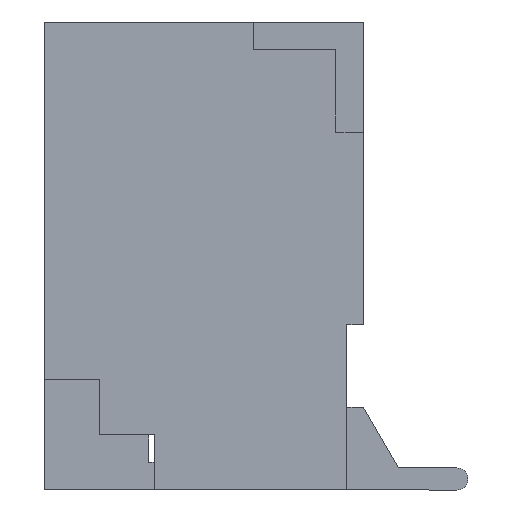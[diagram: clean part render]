
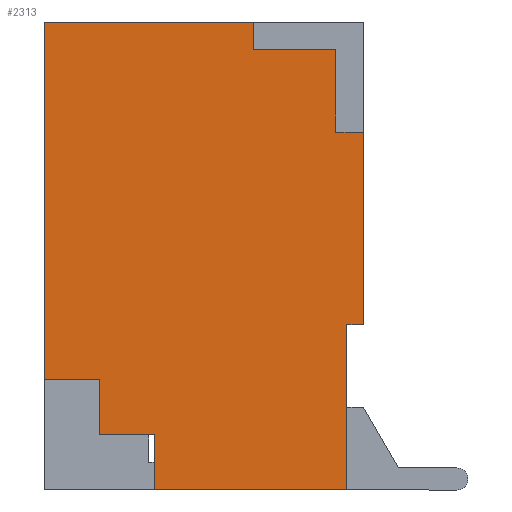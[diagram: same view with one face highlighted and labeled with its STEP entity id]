
A CAD part, left-side view. The second image highlights one B-rep face of the part: STEP entity #2313.
In plain terms, the highlighted planar face has unit normal (-1, 0, 0).
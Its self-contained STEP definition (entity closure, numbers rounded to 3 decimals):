
#98=FACE_OUTER_BOUND('',#215,.T.);
#215=EDGE_LOOP('',(#1822,#1823,#1824,#1825,#1826,#1827,#1828,#1829,#1830,
#1831,#1832,#1833,#1834,#1835));
#311=LINE('',#3182,#635);
#454=LINE('',#3480,#778);
#457=LINE('',#3486,#781);
#458=LINE('',#3488,#782);
#459=LINE('',#3490,#783);
#460=LINE('',#3492,#784);
#461=LINE('',#3494,#785);
#462=LINE('',#3496,#786);
#463=LINE('',#3498,#787);
#464=LINE('',#3500,#788);
#465=LINE('',#3502,#789);
#466=LINE('',#3504,#790);
#467=LINE('',#3506,#791);
#468=LINE('',#3507,#792);
#635=VECTOR('',#2590,10.);
#778=VECTOR('',#2841,10.);
#781=VECTOR('',#2846,10.);
#782=VECTOR('',#2847,10.);
#783=VECTOR('',#2848,10.);
#784=VECTOR('',#2849,10.);
#785=VECTOR('',#2850,10.);
#786=VECTOR('',#2851,10.);
#787=VECTOR('',#2852,10.);
#788=VECTOR('',#2853,10.);
#789=VECTOR('',#2854,10.);
#790=VECTOR('',#2855,10.);
#791=VECTOR('',#2856,10.);
#792=VECTOR('',#2857,10.);
#946=VERTEX_POINT('',#3179);
#947=VERTEX_POINT('',#3181);
#1048=VERTEX_POINT('',#3479);
#1050=VERTEX_POINT('',#3485);
#1051=VERTEX_POINT('',#3487);
#1052=VERTEX_POINT('',#3489);
#1053=VERTEX_POINT('',#3491);
#1054=VERTEX_POINT('',#3493);
#1055=VERTEX_POINT('',#3495);
#1056=VERTEX_POINT('',#3497);
#1057=VERTEX_POINT('',#3499);
#1058=VERTEX_POINT('',#3501);
#1059=VERTEX_POINT('',#3503);
#1060=VERTEX_POINT('',#3505);
#1179=EDGE_CURVE('',#947,#946,#311,.T.);
#1328=EDGE_CURVE('',#946,#1048,#454,.T.);
#1331=EDGE_CURVE('',#1048,#1050,#457,.T.);
#1332=EDGE_CURVE('',#1050,#1051,#458,.T.);
#1333=EDGE_CURVE('',#1051,#1052,#459,.T.);
#1334=EDGE_CURVE('',#1052,#1053,#460,.T.);
#1335=EDGE_CURVE('',#1053,#1054,#461,.T.);
#1336=EDGE_CURVE('',#1055,#1054,#462,.T.);
#1337=EDGE_CURVE('',#1056,#1055,#463,.T.);
#1338=EDGE_CURVE('',#1056,#1057,#464,.T.);
#1339=EDGE_CURVE('',#1057,#1058,#465,.T.);
#1340=EDGE_CURVE('',#1058,#1059,#466,.T.);
#1341=EDGE_CURVE('',#1059,#1060,#467,.T.);
#1342=EDGE_CURVE('',#1060,#947,#468,.T.);
#1822=ORIENTED_EDGE('',*,*,#1179,.T.);
#1823=ORIENTED_EDGE('',*,*,#1328,.T.);
#1824=ORIENTED_EDGE('',*,*,#1331,.T.);
#1825=ORIENTED_EDGE('',*,*,#1332,.T.);
#1826=ORIENTED_EDGE('',*,*,#1333,.T.);
#1827=ORIENTED_EDGE('',*,*,#1334,.T.);
#1828=ORIENTED_EDGE('',*,*,#1335,.T.);
#1829=ORIENTED_EDGE('',*,*,#1336,.F.);
#1830=ORIENTED_EDGE('',*,*,#1337,.F.);
#1831=ORIENTED_EDGE('',*,*,#1338,.T.);
#1832=ORIENTED_EDGE('',*,*,#1339,.T.);
#1833=ORIENTED_EDGE('',*,*,#1340,.T.);
#1834=ORIENTED_EDGE('',*,*,#1341,.T.);
#1835=ORIENTED_EDGE('',*,*,#1342,.T.);
#2197=PLANE('',#2453);
#2313=ADVANCED_FACE('',(#98),#2197,.T.);
#2453=AXIS2_PLACEMENT_3D('',#3484,#2844,#2845);
#2590=DIRECTION('',(0.,0.,1.));
#2841=DIRECTION('',(0.,-1.,0.));
#2844=DIRECTION('center_axis',(-1.,0.,0.));
#2845=DIRECTION('ref_axis',(0.,-1.,0.));
#2846=DIRECTION('',(0.,0.,1.));
#2847=DIRECTION('',(0.,1.,0.));
#2848=DIRECTION('',(0.,0.,1.));
#2849=DIRECTION('',(0.,1.,0.));
#2850=DIRECTION('',(0.,0.,1.));
#2851=DIRECTION('',(0.,-1.,0.));
#2852=DIRECTION('',(0.,0.,1.));
#2853=DIRECTION('',(0.,-1.,0.));
#2854=DIRECTION('',(0.,0.,-1.));
#2855=DIRECTION('',(0.,-1.,0.));
#2856=DIRECTION('',(0.,0.,-1.));
#2857=DIRECTION('',(0.,-1.,0.));
#3179=CARTESIAN_POINT('',(0.,0.15,1.5));
#3181=CARTESIAN_POINT('',(0.,0.15,0.));
#3182=CARTESIAN_POINT('',(0.,0.15,0.75));
#3479=CARTESIAN_POINT('',(0.,0.,1.5));
#3480=CARTESIAN_POINT('',(0.,1.45,1.5));
#3484=CARTESIAN_POINT('Origin',(0.,2.9,0.));
#3485=CARTESIAN_POINT('',(0.,0.,3.25));
#3486=CARTESIAN_POINT('',(0.,0.,0.));
#3487=CARTESIAN_POINT('',(0.,0.25,3.25));
#3488=CARTESIAN_POINT('',(0.,1.45,3.25));
#3489=CARTESIAN_POINT('',(0.,0.25,4.));
#3490=CARTESIAN_POINT('',(0.,0.25,1.625));
#3491=CARTESIAN_POINT('',(0.,1.,4.));
#3492=CARTESIAN_POINT('',(0.,1.575,4.));
#3493=CARTESIAN_POINT('',(0.,1.,4.25));
#3494=CARTESIAN_POINT('',(0.,1.,2.));
#3495=CARTESIAN_POINT('',(0.,2.9,4.25));
#3496=CARTESIAN_POINT('',(0.,2.9,4.25));
#3497=CARTESIAN_POINT('',(0.,2.9,1.));
#3498=CARTESIAN_POINT('',(0.,2.9,0.));
#3499=CARTESIAN_POINT('',(0.,2.4,1.));
#3500=CARTESIAN_POINT('',(0.,2.9,1.));
#3501=CARTESIAN_POINT('',(0.,2.4,0.5));
#3502=CARTESIAN_POINT('',(0.,2.4,0.5));
#3503=CARTESIAN_POINT('',(0.,1.9,0.5));
#3504=CARTESIAN_POINT('',(0.,2.65,0.5));
#3505=CARTESIAN_POINT('',(0.,1.9,0.));
#3506=CARTESIAN_POINT('',(0.,1.9,0.25));
#3507=CARTESIAN_POINT('',(0.,2.9,0.));
